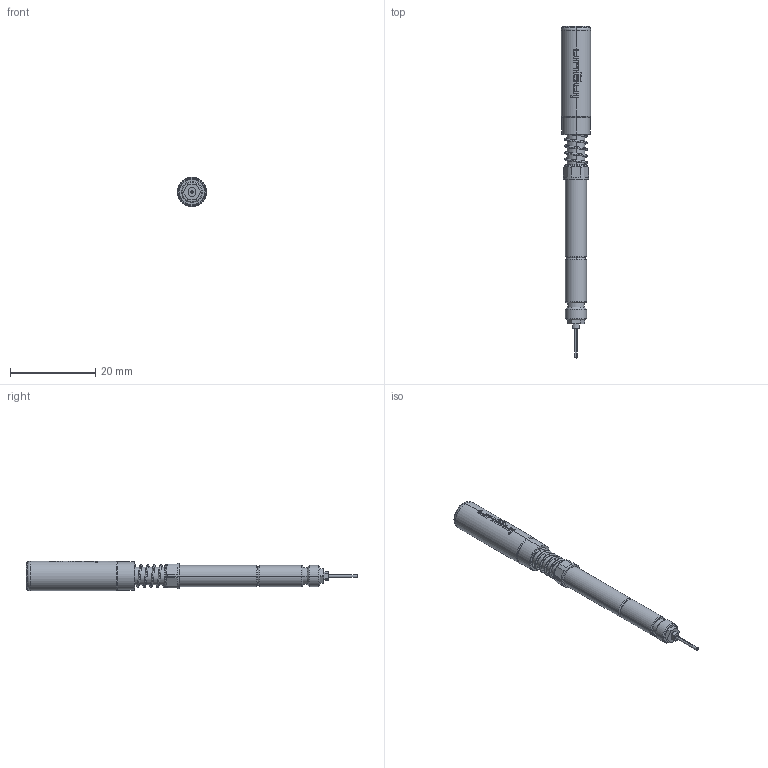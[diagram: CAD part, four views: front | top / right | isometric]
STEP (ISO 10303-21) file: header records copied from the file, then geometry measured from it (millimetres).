
FILE_DESCRIPTION (( 'STEP AP203' ), '1' );
FILE_NAME ('INGUN_VKR-672_360_090_S_xxx04_M-VZ.STEP', '2022-05-19T07:29:28', ( 'ochi' ), ( '' ), 'SwSTEP 2.0', 'SolidWorks 2018', '' );
FILE_SCHEMA (( 'CONFIG_CONTROL_DESIGN' ));
Length unit declared in the file: millimetre
Products named in the file (1): INGUN_VKR-672_360_090_S_xxx04_M-VZ
Bounding box: 6.9 x 78 x 6.9 mm (x, y, z)
Volume: 1548.8 mm3; surface area: 2643 mm2
Topology: 1 solids, 1 shells, 340 faces, 903 edges, 579 vertices
Faces by surface type: plane 121, cylinder 86, torus 66, cone 43, bspline 24
Entity records: 12993 total; most frequent: CARTESIAN_POINT 4579, ORIENTED_EDGE 1806, DIRECTION 1734, EDGE_CURVE 903, AXIS2_PLACEMENT_3D 721, VERTEX_POINT 579, CIRCLE 404, EDGE_LOOP 360
